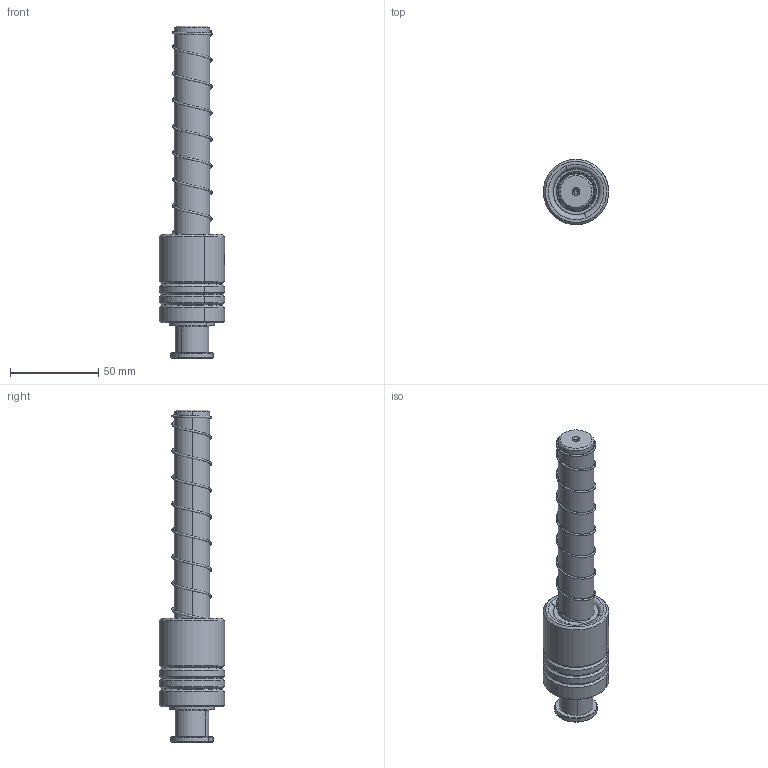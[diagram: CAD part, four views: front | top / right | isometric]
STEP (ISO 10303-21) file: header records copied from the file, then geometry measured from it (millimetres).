
FILE_DESCRIPTION (( 'STEP AP214' ), '1' );
FILE_NAME ('LKSH LKJH-D20-L170.STEP', '2021-08-12T01:31:07', ( '' ), ( '' ), 'SwSTEP 2.0', 'SolidWorks 2016', '' );
FILE_SCHEMA (( 'AUTOMOTIVE_DESIGN' ));
Length unit declared in the file: millimetre
Products named in the file (191): HWP-D22.5-d20.5-L120; BALL-D3; LKSH LKJH-D20-L170; BSH-D25.5-20.5-50郪蚾; GTK-D24-d19; DSPK-D20-L170; BSH25.5-20.5-L50; TBB-D37-d26-L50
Assembly tree (185 placements, depth 3):
  BALL-D3
  BALL-D3
  BALL-D3
  LKSH LKJH-D20-L170
    DSPK-D20-L170
    GTK-D24-d19
    TBB-D37-d26-L50
    BSH-D25.5-20.5-50郪蚾
      BSH25.5-20.5-L50
      BALL-D3  x176
    HWP-D22.5-d20.5-L120
  BALL-D3
Bounding box: 36.98 x 36.98 x 188 mm (x, y, z)
Volume: 90563 mm3; surface area: 43927.8 mm2
Topology: 181 solids, 181 shells, 842 faces, 3521 edges, 2330 vertices
Faces by surface type: sphere 704, cone 44, cylinder 38, plane 22, torus 20, bspline 14
Entity records: 36103 total; most frequent: CARTESIAN_POINT 20126, ORIENTED_EDGE 2800, DIRECTION 2464, EDGE_CURVE 1400, AXIS2_PLACEMENT_3D 1177, VERTEX_POINT 910, EDGE_LOOP 840, B_SPLINE_CURVE_WITH_KNOTS 785
